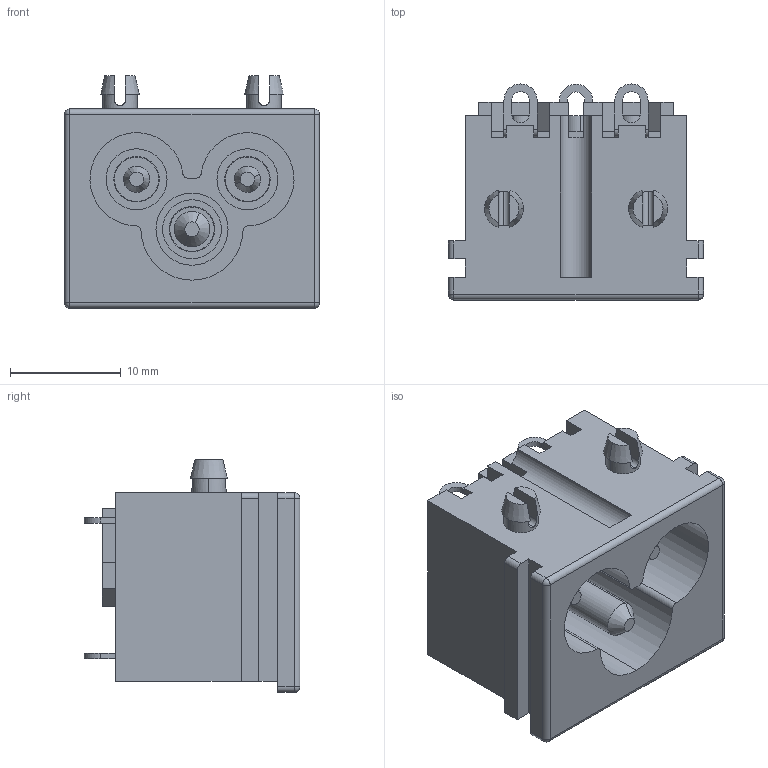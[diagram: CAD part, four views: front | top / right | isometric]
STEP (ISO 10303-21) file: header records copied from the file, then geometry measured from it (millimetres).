
FILE_DESCRIPTION (( 'STEP AP214' ), '1' );
FILE_NAME ('RF-190-B.STEP', '2017-02-06T03:23:57', ( '' ), ( '' ), 'SwSTEP 2.0', 'SolidWorks 2016', '' );
FILE_SCHEMA (( 'AUTOMOTIVE_DESIGN' ));
Length unit declared in the file: millimetre
Products named in the file (5): RF190A; RF-190-B; RF190-003; RF190-001A; RF190-002AA
Assembly tree (7 placements, depth 2):
  RF-190-B
    RF190A
    RF190-002AA  x2
    RF190-001A
    RF190-003  x3
Bounding box: 23 x 19.45 x 21 mm (x, y, z)
Volume: 3808 mm3; surface area: 4027.7 mm2
Topology: 7 solids, 7 shells, 285 faces, 718 edges, 459 vertices
Faces by surface type: plane 150, cylinder 107, cone 24, sphere 4
Entity records: 6548 total; most frequent: CARTESIAN_POINT 1152, DIRECTION 1122, ORIENTED_EDGE 1052, EDGE_CURVE 526, AXIS2_PLACEMENT_3D 392, VERTEX_POINT 342, VECTOR 338, LINE 338
